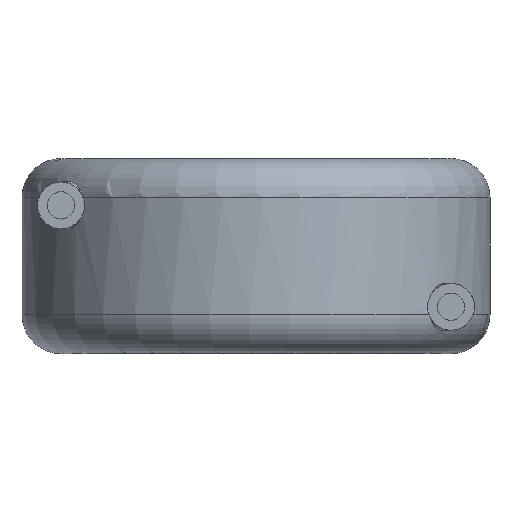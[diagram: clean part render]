
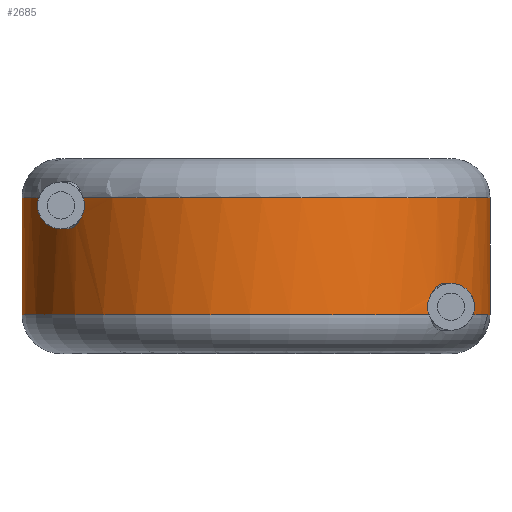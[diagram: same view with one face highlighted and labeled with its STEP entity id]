
A CAD part, front view. The second image highlights one B-rep face of the part: STEP entity #2685.
In plain terms, the highlighted cylindrical face has radius 6 mm (diameter 12 mm), a partial arc.
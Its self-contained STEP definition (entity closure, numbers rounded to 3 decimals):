
#57 = CARTESIAN_POINT ( 'NONE',  ( 5.04, -3.256, 1.667 ) ) ;
#77 = CARTESIAN_POINT ( 'NONE',  ( 4.405, -4.074, 1.082 ) ) ;
#95 = DIRECTION ( 'NONE',  ( -1., 0., 0. ) ) ;
#116 = DIRECTION ( 'NONE',  ( 1., 0., 0. ) ) ;
#176 = CARTESIAN_POINT ( 'NONE',  ( -5.094, -3.172, 3.434 ) ) ;
#216 = VERTEX_POINT ( 'NONE', #1237 ) ;
#243 = CARTESIAN_POINT ( 'NONE',  ( -5.153, -3.074, 3.704 ) ) ;
#278 = DIRECTION ( 'NONE',  ( 1., 0., 0. ) ) ;
#315 = ORIENTED_EDGE ( 'NONE', *, *, #503, .T. ) ;
#326 = CARTESIAN_POINT ( 'NONE',  ( 6., 0., 1. ) ) ;
#338 = CARTESIAN_POINT ( 'NONE',  ( 4.446, -4.03, 1.443 ) ) ;
#348 = ORIENTED_EDGE ( 'NONE', *, *, #824, .F. ) ;
#405 = B_SPLINE_CURVE_WITH_KNOTS ( 'NONE', 3,
 ( #3615, #2127, #243, #176, #1346, #805, #1935, #3061, #2227, #1089 ),
 .UNSPECIFIED., .F., .F.,
 ( 4, 2, 2, 2, 4 ),
 ( 0.002, 0.002, 0.003, 0.003, 0.003 ),
 .UNSPECIFIED. ) ;
#448 = EDGE_CURVE ( 'NONE', #1232, #1995, #3335, .T. ) ;
#474 = CIRCLE ( 'NONE', #3563, 6. ) ;
#493 = B_SPLINE_CURVE_WITH_KNOTS ( 'NONE', 3,
 ( #1786, #338, #2109, #3247, #77, #2914 ),
 .UNSPECIFIED., .F., .F.,
 ( 4, 2, 4 ),
 ( 0.001, 0.001, 0.001 ),
 .UNSPECIFIED. ) ;
#503 = EDGE_CURVE ( 'NONE', #1789, #3321, #2141, .T. ) ;
#534 = VERTEX_POINT ( 'NONE', #1982 ) ;
#582 = CARTESIAN_POINT ( 'NONE',  ( 6., 0., 4. ) ) ;
#662 = EDGE_CURVE ( 'NONE', #3321, #3512, #856, .T. ) ;
#689 = ORIENTED_EDGE ( 'NONE', *, *, #2649, .F. ) ;
#805 = CARTESIAN_POINT ( 'NONE',  ( -4.887, -3.484, 3.195 ) ) ;
#824 = EDGE_CURVE ( 'NONE', #1789, #534, #405, .T. ) ;
#856 = LINE ( 'NONE', #1414, #1300 ) ;
#937 = B_SPLINE_CURVE_WITH_KNOTS ( 'NONE', 3,
 ( #3171, #1771, #2921, #57, #1167, #3194, #2862, #2344, #1749, #2595 ),
 .UNSPECIFIED., .F., .F.,
 ( 4, 2, 2, 2, 4 ),
 ( 0., 0., 0.001, 0.001, 0.002 ),
 .UNSPECIFIED. ) ;
#989 = CARTESIAN_POINT ( 'NONE',  ( 5.148, -3.083, 1.166 ) ) ;
#1004 = CARTESIAN_POINT ( 'NONE',  ( 5.148, -3.083, 1.2 ) ) ;
#1089 = CARTESIAN_POINT ( 'NONE',  ( -4.487, -3.983, 3.489 ) ) ;
#1152 = CARTESIAN_POINT ( 'NONE',  ( -4.405, -4.074, 3.918 ) ) ;
#1167 = CARTESIAN_POINT ( 'NONE',  ( 4.979, -3.35, 1.742 ) ) ;
#1199 = CARTESIAN_POINT ( 'NONE',  ( 0., 0., 5. ) ) ;
#1217 = VERTEX_POINT ( 'NONE', #1004 ) ;
#1227 = FACE_OUTER_BOUND ( 'NONE', #2692, .T. ) ;
#1230 = DIRECTION ( 'NONE',  ( 1., 0., 0. ) ) ;
#1232 = VERTEX_POINT ( 'NONE', #2065 ) ;
#1237 = CARTESIAN_POINT ( 'NONE',  ( 4.487, -3.983, 1.511 ) ) ;
#1258 = CARTESIAN_POINT ( 'NONE',  ( 5.13, -3.112, 1. ) ) ;
#1300 = VECTOR ( 'NONE', #3368, 1000. ) ;
#1317 = ORIENTED_EDGE ( 'NONE', *, *, #448, .T. ) ;
#1320 = CARTESIAN_POINT ( 'NONE',  ( 4.434, -4.042, 1. ) ) ;
#1326 = ORIENTED_EDGE ( 'NONE', *, *, #2934, .F. ) ;
#1346 = CARTESIAN_POINT ( 'NONE',  ( -5.036, -3.265, 3.321 ) ) ;
#1407 = CIRCLE ( 'NONE', #1896, 6. ) ;
#1414 = CARTESIAN_POINT ( 'NONE',  ( -6., 0., 5. ) ) ;
#1417 = CARTESIAN_POINT ( 'NONE',  ( -4.446, -4.03, 3.557 ) ) ;
#1542 = ORIENTED_EDGE ( 'NONE', *, *, #1636, .F. ) ;
#1547 = B_SPLINE_CURVE_WITH_KNOTS ( 'NONE', 3,
 ( #2329, #1417, #2058, #3457, #1152, #2882 ),
 .UNSPECIFIED., .F., .F.,
 ( 4, 2, 4 ),
 ( 0.001, 0.001, 0.001 ),
 .UNSPECIFIED. ) ;
#1569 = EDGE_CURVE ( 'NONE', #3480, #1995, #1906, .T. ) ;
#1601 = DIRECTION ( 'NONE',  ( 0., 0., -1. ) ) ;
#1636 = EDGE_CURVE ( 'NONE', #534, #3211, #1547, .T. ) ;
#1650 = AXIS2_PLACEMENT_3D ( 'NONE', #1682, #2810, #278 ) ;
#1682 = CARTESIAN_POINT ( 'NONE',  ( 0., 0., 1. ) ) ;
#1749 = CARTESIAN_POINT ( 'NONE',  ( 4.532, -3.933, 1.622 ) ) ;
#1771 = CARTESIAN_POINT ( 'NONE',  ( 5.148, -3.083, 1.331 ) ) ;
#1786 = CARTESIAN_POINT ( 'NONE',  ( 4.487, -3.983, 1.511 ) ) ;
#1788 = CARTESIAN_POINT ( 'NONE',  ( 0., 0., 4. ) ) ;
#1789 = VERTEX_POINT ( 'NONE', #2871 ) ;
#1896 = AXIS2_PLACEMENT_3D ( 'NONE', #3361, #1942, #116 ) ;
#1906 = LINE ( 'NONE', #3617, #2913 ) ;
#1935 = CARTESIAN_POINT ( 'NONE',  ( -4.794, -3.61, 3.183 ) ) ;
#1942 = DIRECTION ( 'NONE',  ( 0., 0., 1. ) ) ;
#1982 = CARTESIAN_POINT ( 'NONE',  ( -4.487, -3.983, 3.489 ) ) ;
#1995 = VERTEX_POINT ( 'NONE', #326 ) ;
#2058 = CARTESIAN_POINT ( 'NONE',  ( -4.414, -4.064, 3.64 ) ) ;
#2065 = CARTESIAN_POINT ( 'NONE',  ( 5.13, -3.112, 1. ) ) ;
#2073 = AXIS2_PLACEMENT_3D ( 'NONE', #2343, #3191, #2373 ) ;
#2094 = CARTESIAN_POINT ( 'NONE',  ( 5.146, -3.085, 1.132 ) ) ;
#2109 = CARTESIAN_POINT ( 'NONE',  ( 4.414, -4.064, 1.36 ) ) ;
#2127 = CARTESIAN_POINT ( 'NONE',  ( -5.155, -3.07, 3.862 ) ) ;
#2132 = CARTESIAN_POINT ( 'NONE',  ( 5.14, -3.095, 1.065 ) ) ;
#2141 = CIRCLE ( 'NONE', #2073, 6. ) ;
#2227 = CARTESIAN_POINT ( 'NONE',  ( -4.538, -3.926, 3.362 ) ) ;
#2280 = ORIENTED_EDGE ( 'NONE', *, *, #1569, .F. ) ;
#2329 = CARTESIAN_POINT ( 'NONE',  ( -4.487, -3.983, 3.489 ) ) ;
#2343 = CARTESIAN_POINT ( 'NONE',  ( 0., 0., 4. ) ) ;
#2344 = CARTESIAN_POINT ( 'NONE',  ( 4.601, -3.854, 1.711 ) ) ;
#2352 = DIRECTION ( 'NONE',  ( 0., 0., -1. ) ) ;
#2373 = DIRECTION ( 'NONE',  ( 1., 0., 0. ) ) ;
#2438 = EDGE_CURVE ( 'NONE', #3480, #3211, #474, .T. ) ;
#2449 = B_SPLINE_CURVE_WITH_KNOTS ( 'NONE', 3,
 ( #1258, #3541, #2132, #2094, #989, #3267 ),
 .UNSPECIFIED., .F., .F.,
 ( 4, 2, 4 ),
 ( 0.004, 0.004, 0.004 ),
 .UNSPECIFIED. ) ;
#2595 = CARTESIAN_POINT ( 'NONE',  ( 4.487, -3.983, 1.511 ) ) ;
#2626 = CYLINDRICAL_SURFACE ( 'NONE', #3440, 6. ) ;
#2649 = EDGE_CURVE ( 'NONE', #216, #2850, #493, .T. ) ;
#2685 = ADVANCED_FACE ( 'NONE', ( #1227 ), #2626, .T. ) ;
#2692 = EDGE_LOOP ( 'NONE', ( #2280, #3605, #1542, #348, #315, #3057, #2982, #689, #1326, #3403, #1317 ) ) ;
#2810 = DIRECTION ( 'NONE',  ( 0., 0., 1. ) ) ;
#2850 = VERTEX_POINT ( 'NONE', #1320 ) ;
#2862 = CARTESIAN_POINT ( 'NONE',  ( 4.752, -3.665, 1.806 ) ) ;
#2871 = CARTESIAN_POINT ( 'NONE',  ( -5.13, -3.112, 4. ) ) ;
#2882 = CARTESIAN_POINT ( 'NONE',  ( -4.434, -4.042, 4. ) ) ;
#2913 = VECTOR ( 'NONE', #1601, 1000. ) ;
#2914 = CARTESIAN_POINT ( 'NONE',  ( 4.434, -4.042, 1. ) ) ;
#2921 = CARTESIAN_POINT ( 'NONE',  ( 5.125, -3.121, 1.459 ) ) ;
#2925 = DIRECTION ( 'NONE',  ( 0., 0., -1. ) ) ;
#2934 = EDGE_CURVE ( 'NONE', #1217, #216, #937, .T. ) ;
#2958 = EDGE_CURVE ( 'NONE', #3512, #2850, #1407, .T. ) ;
#2982 = ORIENTED_EDGE ( 'NONE', *, *, #2958, .T. ) ;
#2993 = CARTESIAN_POINT ( 'NONE',  ( -6., 0., 4. ) ) ;
#3057 = ORIENTED_EDGE ( 'NONE', *, *, #662, .T. ) ;
#3061 = CARTESIAN_POINT ( 'NONE',  ( -4.619, -3.832, 3.267 ) ) ;
#3170 = CARTESIAN_POINT ( 'NONE',  ( -6., 0., 1. ) ) ;
#3171 = CARTESIAN_POINT ( 'NONE',  ( 5.148, -3.083, 1.2 ) ) ;
#3176 = CARTESIAN_POINT ( 'NONE',  ( -4.434, -4.042, 4. ) ) ;
#3191 = DIRECTION ( 'NONE',  ( 0., 0., -1. ) ) ;
#3194 = CARTESIAN_POINT ( 'NONE',  ( 4.834, -3.556, 1.813 ) ) ;
#3211 = VERTEX_POINT ( 'NONE', #3176 ) ;
#3247 = CARTESIAN_POINT ( 'NONE',  ( 4.393, -4.086, 1.176 ) ) ;
#3267 = CARTESIAN_POINT ( 'NONE',  ( 5.148, -3.083, 1.2 ) ) ;
#3293 = EDGE_CURVE ( 'NONE', #1232, #1217, #2449, .T. ) ;
#3321 = VERTEX_POINT ( 'NONE', #2993 ) ;
#3335 = CIRCLE ( 'NONE', #1650, 6. ) ;
#3361 = CARTESIAN_POINT ( 'NONE',  ( 0., 0., 1. ) ) ;
#3368 = DIRECTION ( 'NONE',  ( 0., 0., -1. ) ) ;
#3403 = ORIENTED_EDGE ( 'NONE', *, *, #3293, .F. ) ;
#3440 = AXIS2_PLACEMENT_3D ( 'NONE', #1199, #2925, #95 ) ;
#3457 = CARTESIAN_POINT ( 'NONE',  ( -4.393, -4.086, 3.824 ) ) ;
#3480 = VERTEX_POINT ( 'NONE', #582 ) ;
#3512 = VERTEX_POINT ( 'NONE', #3170 ) ;
#3541 = CARTESIAN_POINT ( 'NONE',  ( 5.136, -3.103, 1.032 ) ) ;
#3563 = AXIS2_PLACEMENT_3D ( 'NONE', #1788, #2352, #1230 ) ;
#3605 = ORIENTED_EDGE ( 'NONE', *, *, #2438, .T. ) ;
#3615 = CARTESIAN_POINT ( 'NONE',  ( -5.13, -3.112, 4. ) ) ;
#3617 = CARTESIAN_POINT ( 'NONE',  ( 6., 0., 5. ) ) ;
